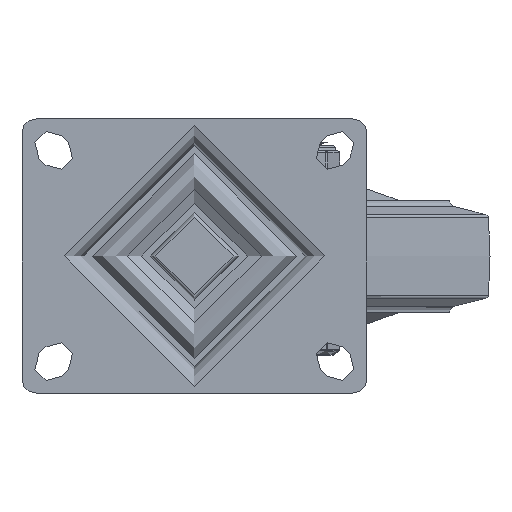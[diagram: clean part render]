
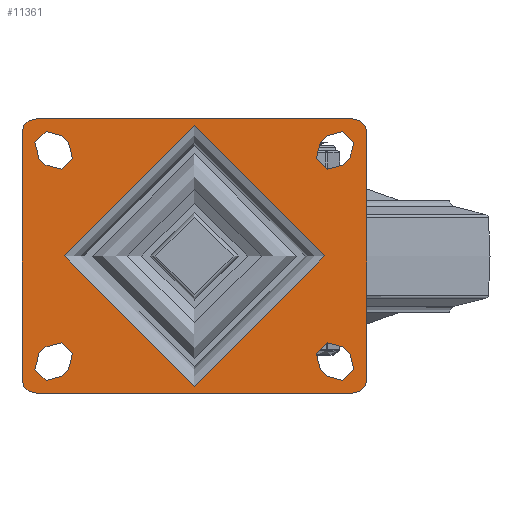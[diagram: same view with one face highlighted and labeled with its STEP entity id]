
A CAD part, top view. The second image highlights one B-rep face of the part: STEP entity #11361.
In plain terms, the highlighted planar face has unit normal (0, 0, 1).
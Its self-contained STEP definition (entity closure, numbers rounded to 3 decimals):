
#1045=FACE_BOUND('',#2646,.T.);
#1046=FACE_BOUND('',#2647,.T.);
#1047=FACE_BOUND('',#2648,.T.);
#1048=FACE_BOUND('',#2649,.T.);
#1049=FACE_BOUND('',#2650,.T.);
#1235=CIRCLE('',#12233,4.5);
#1237=CIRCLE('',#12237,4.5);
#1239=CIRCLE('',#12241,4.5);
#1241=CIRCLE('',#12245,4.5);
#1243=CIRCLE('',#12249,4.5);
#1245=CIRCLE('',#12253,4.5);
#1247=CIRCLE('',#12257,4.5);
#1249=CIRCLE('',#12261,4.5);
#1255=CIRCLE('',#12269,37.);
#1264=CIRCLE('',#12283,4.);
#1266=CIRCLE('',#12286,4.);
#1268=CIRCLE('',#12289,4.);
#1270=CIRCLE('',#12292,4.);
#1929=FACE_OUTER_BOUND('',#2645,.T.);
#2645=EDGE_LOOP('',(#7838,#7839,#7840,#7841,#7842,#7843,#7844,#7845));
#2646=EDGE_LOOP('',(#7846,#7847,#7848,#7849));
#2647=EDGE_LOOP('',(#7850,#7851,#7852,#7853));
#2648=EDGE_LOOP('',(#7854,#7855,#7856,#7857));
#2649=EDGE_LOOP('',(#7858,#7859,#7860,#7861));
#2650=EDGE_LOOP('',(#7862));
#3468=LINE('',#16225,#4186);
#3472=LINE('',#16237,#4190);
#3476=LINE('',#16249,#4194);
#3480=LINE('',#16261,#4198);
#3484=LINE('',#16273,#4202);
#3488=LINE('',#16285,#4206);
#3492=LINE('',#16297,#4210);
#3496=LINE('',#16309,#4214);
#3512=LINE('',#16426,#4230);
#3514=LINE('',#16429,#4232);
#3516=LINE('',#16432,#4234);
#3517=LINE('',#16433,#4235);
#4186=VECTOR('',#13328,10.);
#4190=VECTOR('',#13340,10.);
#4194=VECTOR('',#13352,10.);
#4198=VECTOR('',#13364,10.);
#4202=VECTOR('',#13376,10.);
#4206=VECTOR('',#13388,10.);
#4210=VECTOR('',#13400,10.);
#4214=VECTOR('',#13412,10.);
#4230=VECTOR('',#13554,1000.);
#4232=VECTOR('',#13558,1000.);
#4234=VECTOR('',#13562,1000.);
#4235=VECTOR('',#13563,1000.);
#4904=VERTEX_POINT('',#16222);
#4905=VERTEX_POINT('',#16224);
#4907=VERTEX_POINT('',#16230);
#4909=VERTEX_POINT('',#16236);
#4912=VERTEX_POINT('',#16246);
#4913=VERTEX_POINT('',#16248);
#4915=VERTEX_POINT('',#16254);
#4917=VERTEX_POINT('',#16260);
#4920=VERTEX_POINT('',#16270);
#4921=VERTEX_POINT('',#16272);
#4923=VERTEX_POINT('',#16278);
#4925=VERTEX_POINT('',#16284);
#4928=VERTEX_POINT('',#16294);
#4929=VERTEX_POINT('',#16296);
#4931=VERTEX_POINT('',#16302);
#4933=VERTEX_POINT('',#16308);
#4937=VERTEX_POINT('',#16323);
#4944=VERTEX_POINT('',#16347);
#4945=VERTEX_POINT('',#16348);
#4948=VERTEX_POINT('',#16356);
#4949=VERTEX_POINT('',#16357);
#4952=VERTEX_POINT('',#16365);
#4953=VERTEX_POINT('',#16366);
#4956=VERTEX_POINT('',#16374);
#4957=VERTEX_POINT('',#16375);
#6008=EDGE_CURVE('',#4905,#4904,#3468,.T.);
#6011=EDGE_CURVE('',#4907,#4905,#1235,.T.);
#6014=EDGE_CURVE('',#4909,#4907,#3472,.T.);
#6017=EDGE_CURVE('',#4904,#4909,#1237,.T.);
#6020=EDGE_CURVE('',#4913,#4912,#3476,.T.);
#6023=EDGE_CURVE('',#4915,#4913,#1239,.T.);
#6026=EDGE_CURVE('',#4917,#4915,#3480,.T.);
#6029=EDGE_CURVE('',#4912,#4917,#1241,.T.);
#6032=EDGE_CURVE('',#4921,#4920,#3484,.T.);
#6035=EDGE_CURVE('',#4923,#4921,#1243,.T.);
#6038=EDGE_CURVE('',#4925,#4923,#3488,.T.);
#6041=EDGE_CURVE('',#4920,#4925,#1245,.T.);
#6044=EDGE_CURVE('',#4929,#4928,#3492,.T.);
#6047=EDGE_CURVE('',#4931,#4929,#1247,.T.);
#6050=EDGE_CURVE('',#4933,#4931,#3496,.T.);
#6053=EDGE_CURVE('',#4928,#4933,#1249,.T.);
#6059=EDGE_CURVE('',#4937,#4937,#1255,.T.);
#6070=EDGE_CURVE('',#4944,#4945,#1264,.T.);
#6074=EDGE_CURVE('',#4948,#4949,#1266,.T.);
#6078=EDGE_CURVE('',#4952,#4953,#1268,.T.);
#6082=EDGE_CURVE('',#4956,#4957,#1270,.T.);
#6105=EDGE_CURVE('',#4957,#4948,#3512,.T.);
#6107=EDGE_CURVE('',#4949,#4944,#3514,.T.);
#6109=EDGE_CURVE('',#4953,#4956,#3516,.T.);
#6110=EDGE_CURVE('',#4945,#4952,#3517,.T.);
#7838=ORIENTED_EDGE('',*,*,#6082,.F.);
#7839=ORIENTED_EDGE('',*,*,#6109,.F.);
#7840=ORIENTED_EDGE('',*,*,#6078,.F.);
#7841=ORIENTED_EDGE('',*,*,#6110,.F.);
#7842=ORIENTED_EDGE('',*,*,#6070,.F.);
#7843=ORIENTED_EDGE('',*,*,#6107,.F.);
#7844=ORIENTED_EDGE('',*,*,#6074,.F.);
#7845=ORIENTED_EDGE('',*,*,#6105,.F.);
#7846=ORIENTED_EDGE('',*,*,#6014,.T.);
#7847=ORIENTED_EDGE('',*,*,#6011,.T.);
#7848=ORIENTED_EDGE('',*,*,#6008,.T.);
#7849=ORIENTED_EDGE('',*,*,#6017,.T.);
#7850=ORIENTED_EDGE('',*,*,#6026,.T.);
#7851=ORIENTED_EDGE('',*,*,#6023,.T.);
#7852=ORIENTED_EDGE('',*,*,#6020,.T.);
#7853=ORIENTED_EDGE('',*,*,#6029,.T.);
#7854=ORIENTED_EDGE('',*,*,#6038,.T.);
#7855=ORIENTED_EDGE('',*,*,#6035,.T.);
#7856=ORIENTED_EDGE('',*,*,#6032,.T.);
#7857=ORIENTED_EDGE('',*,*,#6041,.T.);
#7858=ORIENTED_EDGE('',*,*,#6050,.T.);
#7859=ORIENTED_EDGE('',*,*,#6047,.T.);
#7860=ORIENTED_EDGE('',*,*,#6044,.T.);
#7861=ORIENTED_EDGE('',*,*,#6053,.T.);
#7862=ORIENTED_EDGE('',*,*,#6059,.F.);
#11070=PLANE('',#12323);
#11361=ADVANCED_FACE('',(#1929,#1045,#1046,#1047,#1048,#1049),#11070,.T.);
#12233=AXIS2_PLACEMENT_3D('',#16231,#13334,#13335);
#12237=AXIS2_PLACEMENT_3D('',#16241,#13346,#13347);
#12241=AXIS2_PLACEMENT_3D('',#16255,#13358,#13359);
#12245=AXIS2_PLACEMENT_3D('',#16265,#13370,#13371);
#12249=AXIS2_PLACEMENT_3D('',#16279,#13382,#13383);
#12253=AXIS2_PLACEMENT_3D('',#16289,#13394,#13395);
#12257=AXIS2_PLACEMENT_3D('',#16303,#13406,#13407);
#12261=AXIS2_PLACEMENT_3D('',#16313,#13418,#13419);
#12269=AXIS2_PLACEMENT_3D('',#16325,#13434,#13435);
#12283=AXIS2_PLACEMENT_3D('',#16349,#13464,#13465);
#12286=AXIS2_PLACEMENT_3D('',#16358,#13472,#13473);
#12289=AXIS2_PLACEMENT_3D('',#16367,#13480,#13481);
#12292=AXIS2_PLACEMENT_3D('',#16376,#13488,#13489);
#12323=AXIS2_PLACEMENT_3D('',#16431,#13560,#13561);
#13328=DIRECTION('',(0.707,0.707,0.));
#13334=DIRECTION('center_axis',(0.,0.,-1.));
#13335=DIRECTION('ref_axis',(-0.707,0.707,0.));
#13340=DIRECTION('',(-0.707,-0.707,0.));
#13346=DIRECTION('center_axis',(0.,0.,-1.));
#13347=DIRECTION('ref_axis',(0.707,-0.707,0.));
#13352=DIRECTION('',(-0.707,0.707,0.));
#13358=DIRECTION('center_axis',(0.,0.,-1.));
#13359=DIRECTION('ref_axis',(-0.707,-0.707,0.));
#13364=DIRECTION('',(0.707,-0.707,0.));
#13370=DIRECTION('center_axis',(0.,0.,-1.));
#13371=DIRECTION('ref_axis',(0.707,0.707,0.));
#13376=DIRECTION('',(0.707,-0.707,0.));
#13382=DIRECTION('center_axis',(0.,0.,-1.));
#13383=DIRECTION('ref_axis',(0.707,0.707,0.));
#13388=DIRECTION('',(-0.707,0.707,0.));
#13394=DIRECTION('center_axis',(0.,0.,-1.));
#13395=DIRECTION('ref_axis',(-0.707,-0.707,0.));
#13400=DIRECTION('',(-0.707,-0.707,0.));
#13406=DIRECTION('center_axis',(0.,0.,-1.));
#13407=DIRECTION('ref_axis',(0.707,-0.707,0.));
#13412=DIRECTION('',(0.707,0.707,0.));
#13418=DIRECTION('center_axis',(0.,0.,-1.));
#13419=DIRECTION('ref_axis',(-0.707,0.707,0.));
#13434=DIRECTION('center_axis',(0.,0.,1.));
#13435=DIRECTION('ref_axis',(-1.,0.,0.));
#13464=DIRECTION('center_axis',(0.,0.,-1.));
#13465=DIRECTION('ref_axis',(-0.707,0.707,0.));
#13472=DIRECTION('center_axis',(0.,0.,-1.));
#13473=DIRECTION('ref_axis',(-0.707,-0.707,0.));
#13480=DIRECTION('center_axis',(0.,0.,-1.));
#13481=DIRECTION('ref_axis',(0.707,0.707,0.));
#13488=DIRECTION('center_axis',(0.,0.,-1.));
#13489=DIRECTION('ref_axis',(0.707,-0.707,0.));
#13554=DIRECTION('',(-1.,0.,0.));
#13558=DIRECTION('',(0.,1.,0.));
#13560=DIRECTION('center_axis',(0.,0.,1.));
#13561=DIRECTION('ref_axis',(1.,0.,0.));
#13562=DIRECTION('',(0.,-1.,0.));
#13563=DIRECTION('',(1.,0.,0.));
#16222=CARTESIAN_POINT('',(37.818,34.182,0.));
#16224=CARTESIAN_POINT('',(35.818,32.182,0.));
#16225=CARTESIAN_POINT('',(18.818,15.182,0.));
#16230=CARTESIAN_POINT('',(42.182,25.818,0.));
#16231=CARTESIAN_POINT('Origin',(39.,29.,0.));
#16236=CARTESIAN_POINT('',(44.182,27.818,0.));
#16237=CARTESIAN_POINT('',(26.182,9.818,0.));
#16241=CARTESIAN_POINT('Origin',(41.,31.,0.));
#16246=CARTESIAN_POINT('',(35.818,-32.182,0.));
#16248=CARTESIAN_POINT('',(37.818,-34.182,0.));
#16249=CARTESIAN_POINT('',(19.818,-16.182,0.));
#16254=CARTESIAN_POINT('',(44.182,-27.818,0.));
#16255=CARTESIAN_POINT('Origin',(41.,-31.,0.));
#16260=CARTESIAN_POINT('',(42.182,-25.818,0.));
#16261=CARTESIAN_POINT('',(25.182,-8.818,0.));
#16265=CARTESIAN_POINT('Origin',(39.,-29.,0.));
#16270=CARTESIAN_POINT('',(-35.818,32.182,0.));
#16272=CARTESIAN_POINT('',(-37.818,34.182,0.));
#16273=CARTESIAN_POINT('',(-19.818,16.182,0.));
#16278=CARTESIAN_POINT('',(-44.182,27.818,0.));
#16279=CARTESIAN_POINT('Origin',(-41.,31.,0.));
#16284=CARTESIAN_POINT('',(-42.182,25.818,0.));
#16285=CARTESIAN_POINT('',(-25.182,8.818,0.));
#16289=CARTESIAN_POINT('Origin',(-39.,29.,0.));
#16294=CARTESIAN_POINT('',(-37.818,-34.182,0.));
#16296=CARTESIAN_POINT('',(-35.818,-32.182,0.));
#16297=CARTESIAN_POINT('',(-18.818,-15.182,0.));
#16302=CARTESIAN_POINT('',(-42.182,-25.818,0.));
#16303=CARTESIAN_POINT('Origin',(-39.,-29.,0.));
#16308=CARTESIAN_POINT('',(-44.182,-27.818,0.));
#16309=CARTESIAN_POINT('',(-26.182,-9.818,0.));
#16313=CARTESIAN_POINT('Origin',(-41.,-31.,0.));
#16323=CARTESIAN_POINT('',(-37.,0.,0.));
#16325=CARTESIAN_POINT('Origin',(0.,0.,0.));
#16347=CARTESIAN_POINT('',(-49.,35.,0.));
#16348=CARTESIAN_POINT('',(-45.,39.,0.));
#16349=CARTESIAN_POINT('Origin',(-45.,35.,0.));
#16356=CARTESIAN_POINT('',(-45.,-39.,0.));
#16357=CARTESIAN_POINT('',(-49.,-35.,0.));
#16358=CARTESIAN_POINT('Origin',(-45.,-35.,0.));
#16365=CARTESIAN_POINT('',(45.,39.,0.));
#16366=CARTESIAN_POINT('',(49.,35.,0.));
#16367=CARTESIAN_POINT('Origin',(45.,35.,0.));
#16374=CARTESIAN_POINT('',(49.,-35.,0.));
#16375=CARTESIAN_POINT('',(45.,-39.,0.));
#16376=CARTESIAN_POINT('Origin',(45.,-35.,0.));
#16426=CARTESIAN_POINT('',(49.,-39.,0.));
#16429=CARTESIAN_POINT('',(-49.,-39.,0.));
#16431=CARTESIAN_POINT('Origin',(0.,0.,0.));
#16432=CARTESIAN_POINT('',(49.,39.,0.));
#16433=CARTESIAN_POINT('',(-49.,39.,0.));
